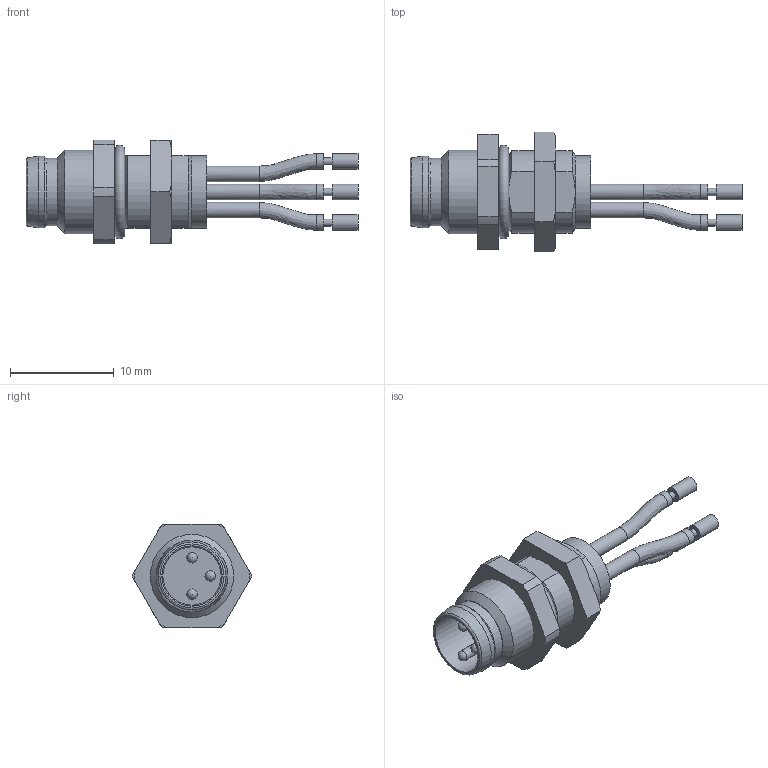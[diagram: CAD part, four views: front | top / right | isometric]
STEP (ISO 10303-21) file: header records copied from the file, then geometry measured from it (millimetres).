
FILE_DESCRIPTION(/* description */ (''),/* implementation_level */ '2;1');
FILE_NAME(/* name */ '5026656__Flanschstecker_assy_285313.stp',/* time_stamp */ '2016-11-22T09:52:56+01:00',/* author */ (''),/* organization */ (''),/* preprocessor_version */ 'ST-DEVELOPER v16',/* originating_system */ 'SIEMENS PLM Software NX 10.0',/* authorisation */ '');
FILE_SCHEMA (('AUTOMOTIVE_DESIGN { 1 0 10303 214 3 1 1 1 }'));
Length unit declared in the file: millimetre
Products named in the file (1): osen0514B6C11601
Bounding box: 31.95 x 11.55 x 10 mm (x, y, z)
Volume: 894.5 mm3; surface area: 1135 mm2
Topology: 2 solids, 2 shells, 88 faces, 209 edges, 134 vertices
Faces by surface type: cylinder 34, plane 31, torus 10, cone 7, sphere 3, bspline 3
Full cylindrical faces by diameter (mm): 0.7 x3, 1 x3, 1.5 x9, 5.8 x1, 6.5 x1, 6.6 x1, 6.9 x1, 7 x2, 8 x1
Entity records: 2475 total; most frequent: CARTESIAN_POINT 649, DIRECTION 376, ORIENTED_EDGE 312, AXIS2_PLACEMENT_3D 160, EDGE_CURVE 156, EDGE_LOOP 136, VERTEX_POINT 117, FACE_BOUND 95
